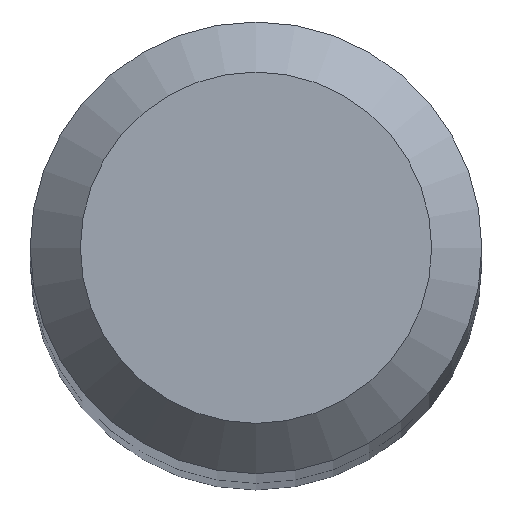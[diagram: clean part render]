
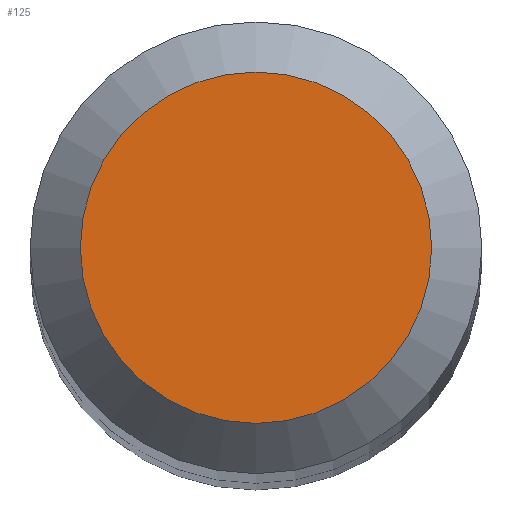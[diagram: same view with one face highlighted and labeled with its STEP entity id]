
A CAD part, top view. The second image highlights one B-rep face of the part: STEP entity #125.
In plain terms, the highlighted planar face has unit normal (0, 0, 1).
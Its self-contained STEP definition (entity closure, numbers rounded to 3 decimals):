
#6 = CIRCLE ( 'NONE', #124, 0.7 ) ;
#13 = EDGE_CURVE ( 'NONE', #52, #52, #6, .T. ) ;
#38 = PLANE ( 'NONE',  #90 ) ;
#49 = DIRECTION ( 'NONE',  ( 0., 1., 0. ) ) ;
#52 = VERTEX_POINT ( 'NONE', #71 ) ;
#60 = CARTESIAN_POINT ( 'NONE',  ( 0., 0., 38. ) ) ;
#68 = FACE_OUTER_BOUND ( 'NONE', #146, .T. ) ;
#71 = CARTESIAN_POINT ( 'NONE',  ( 0., 0.7, 38. ) ) ;
#90 = AXIS2_PLACEMENT_3D ( 'NONE', #154, #155, #49 ) ;
#96 = ORIENTED_EDGE ( 'NONE', *, *, #13, .F. ) ;
#124 = AXIS2_PLACEMENT_3D ( 'NONE', #60, #151, #157 ) ;
#125 = ADVANCED_FACE ( 'NONE', ( #68 ), #38, .F. ) ;
#146 = EDGE_LOOP ( 'NONE', ( #96 ) ) ;
#151 = DIRECTION ( 'NONE',  ( 0., 0., -1. ) ) ;
#154 = CARTESIAN_POINT ( 'NONE',  ( 0., 0., 38. ) ) ;
#155 = DIRECTION ( 'NONE',  ( 0., 0., -1. ) ) ;
#157 = DIRECTION ( 'NONE',  ( 0., 1., 0. ) ) ;
